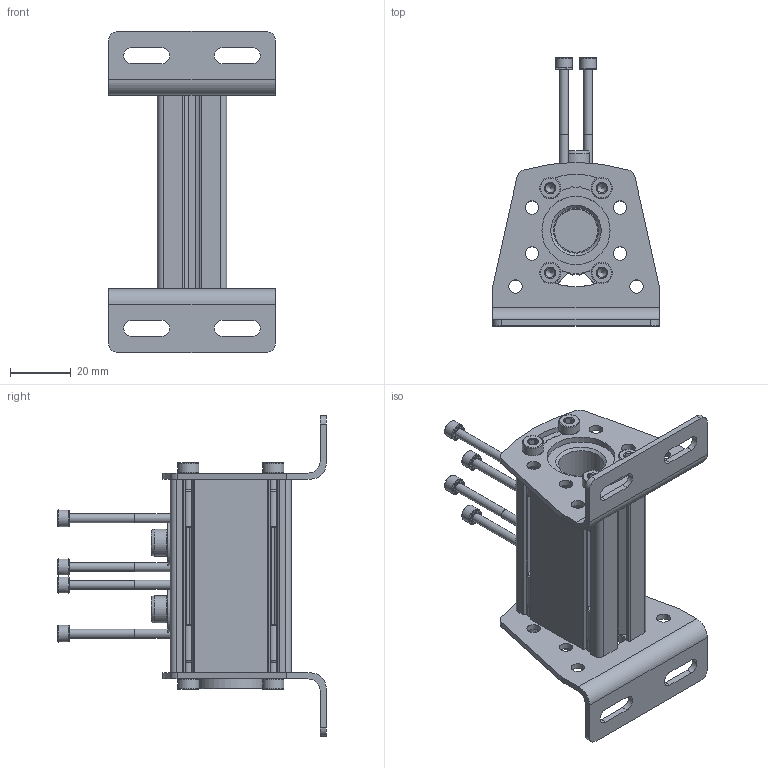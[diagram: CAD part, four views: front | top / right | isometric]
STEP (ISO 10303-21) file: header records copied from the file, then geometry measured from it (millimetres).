
FILE_DESCRIPTION(/* description */ ('STEP AP214'),/* implementation_level */ '2;1');
FILE_NAME(/* name */ '576363_VABM-B10-20-G38-2-P53',/* time_stamp */ '2024-09-15T21:15:34+02:00',/* author */ ('License CC BY-ND 4.0'),/* organization */ ('CADENAS'),/* preprocessor_version */ 'ST-DEVELOPER v19.3',/* originating_system */ 'PARTsolutions',/* authorisation */ ' ');
FILE_SCHEMA (('AUTOMOTIVE_DESIGN {1 0 10303 214 3 1 1}'));
Length unit declared in the file: millimetre
Products named in the file (7): 576363 VABM-B10-20-G38-2-P53; 576363 VABM-B10-20-G38-2-P53---(M); 1354302 VUVS-G18---(S); 2833702 F-M3x40-10.9; 3570 B-3/8---(Plug); 1457621 VAME-B10-20-A---(V); 3041592 F-M4x18/12
Assembly tree (18 placements, depth 2):
  576363 VABM-B10-20-G38-2-P53
    576363 VABM-B10-20-G38-2-P53---(M)
    1354302 VUVS-G18---(S)  x2
    2833702 F-M3x40-10.9  x4
    3570 B-3/8---(Plug)
    1457621 VAME-B10-20-A---(V)  x2
    3041592 F-M4x18/12  x8
Bounding box: 55 x 88.6 x 106 mm (x, y, z)
Volume: 59198.5 mm3; surface area: 37729.9 mm2
Topology: 18 solids, 18 shells, 613 faces, 1484 edges, 935 vertices
Faces by surface type: plane 312, cylinder 195, cone 73, torus 33
Full cylindrical faces by diameter (mm): 2.459 x4, 2.92 x4, 3 x4, 3.242 x1, 3.45 x8, 4 x8, 4.5 x12, 5 x1, 5.5 x4, 6 x4, 7 x8, 8.9 x2, 10.8 x2, 14.3 x1, 14.95 x2, 15 x2, 16.662 x1, 19.8 x1, 22 x2, 22.5 x2
Entity records: 8153 total; most frequent: CARTESIAN_POINT 1440, DIRECTION 1430, ORIENTED_EDGE 1212, EDGE_CURVE 606, AXIS2_PLACEMENT_3D 555, VERTEX_POINT 437, FACE_BOUND 389, EDGE_LOOP 382
